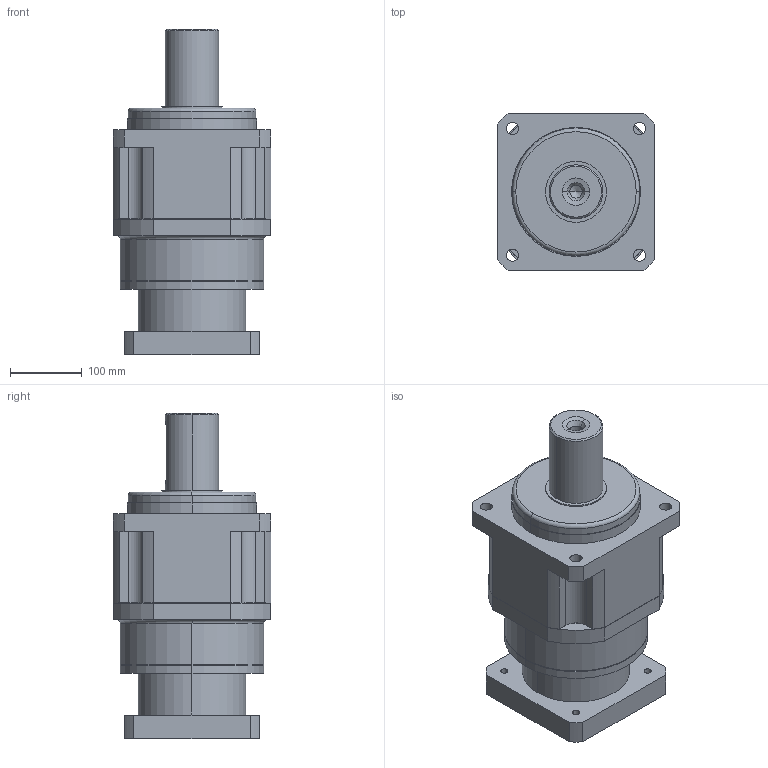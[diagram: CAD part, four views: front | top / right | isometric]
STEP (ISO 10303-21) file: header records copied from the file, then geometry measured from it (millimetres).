
FILE_DESCRIPTION (( 'STEP AP203' ), '1' );
FILE_NAME ('AB220-L2-K-42-114.3-200.stp', '2022-06-27T05:19:37', ( 'PC' ), ( 'Microsoft' ), 'SwSTEP 2.0', 'SolidWorks 2016', '' );
FILE_SCHEMA (( 'CONFIG_CONTROL_DESIGN' ));
Length unit declared in the file: millimetre
Products named in the file (1): AB220-L2-K-42-114.3-200
Bounding box: 220 x 220 x 454 mm (x, y, z)
Volume: 11462433.3 mm3; surface area: 452881.7 mm2
Topology: 1 solids, 1 shells, 164 faces, 406 edges, 255 vertices
Faces by surface type: cylinder 68, plane 62, cone 30, torus 4
Entity records: 5081 total; most frequent: CARTESIAN_POINT 995, DIRECTION 878, ORIENTED_EDGE 808, EDGE_CURVE 404, AXIS2_PLACEMENT_3D 336, VERTEX_POINT 255, VECTOR 206, LINE 206
